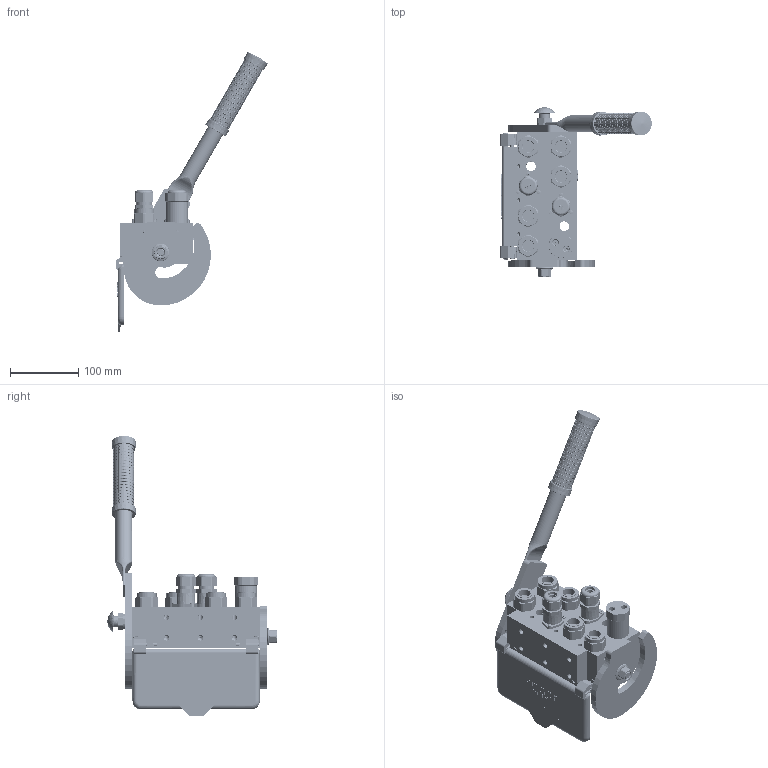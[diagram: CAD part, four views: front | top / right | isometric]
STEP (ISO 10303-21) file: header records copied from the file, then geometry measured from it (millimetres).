
FILE_DESCRIPTION (( 'STEP AP214' ), '1' );
FILE_NAME ('FASTER.step', '2021-07-30T12:35:27', ( '' ), ( '' ), 'SwSTEP 2.0', 'SolidWorks 2017', '' );
FILE_SCHEMA (( 'AUTOMOTIVE_DESIGN' ));
Length unit declared in the file: millimetre
Products named in the file (42): 4830_025_0000_001; 4850_020_0000_020; et011; 4850_024_0000_012; 2ffnb12_gas_f; or1_5x7_m; sicura_p5; 4850_024_0000_021; 4850_024_2000_011; 4142_072_1000_300; 4340_014_0000_000; A_2ffngs12_aa_f; 4830_046_0000_000; or2_62x17_86; A_2ffnb12_gas_f; 1540_080_0012_000; ET011-ET007; 0048_042_0412_000; FASTER; 4850_024_0000_000; curs_molla_12; 4850_024_0000_020; conn_3p_f; 2p808-7-29; 4830_001_0005_300; et007; P808_F_BASE; 4241_072_0000_200; 2ffngs12_aa_f; 4830_070_0000_001; corpospel08-3f; 4830_001_0004_000; 4850_024_0000_000_ASM; 4830_044_0000_000; 4850_001_0001_005; 4830_025_2000_000; 4830_001_0005_301; 4830_025_1000_000; 4830_022_0000_011; 4850_024_0000_010
Assembly tree (51 placements, depth 5):
  FASTER
    P808_F_BASE
      4850_020_0000_020
      4850_001_0001_005
      4830_001_0004_000  x2
      4830_001_0005_300
      4830_001_0005_301
    A_2ffnb12_gas_f  x5
      curs_molla_12
        4340_014_0000_000
        4142_072_1000_300
      2ffnb12_gas_f
        2ffnb12_gas_f
    conn_3p_f  x2
      corpospel08-3f
      4830_044_0000_000
      4830_046_0000_000
      4241_072_0000_200
    A_2ffngs12_aa_f
      curs_molla_12
        4340_014_0000_000
        4142_072_1000_300
      2ffngs12_aa_f
        2ffngs12_aa_f
    4850_024_0000_000
      2p808-7-29
        4850_024_0000_000_ASM
          4850_024_0000_010
          4850_024_2000_011
          4850_024_0000_021
        sicura_p5
          4830_025_0000_001
          or1_5x7_m
          0048_042_0412_000
        4850_024_0000_012
        4850_024_0000_020
        1540_080_0012_000
        4830_025_2000_000
        4830_025_1000_000
        4830_022_0000_011
        4830_070_0000_001
      or2_62x17_86  x2
    ET011-ET007
      et011
      et007
Bounding box: 222.95 x 248.93 x 411.91 mm (x, y, z)
Volume: 307754.8 mm3; surface area: 521221 mm2
Topology: 35 solids, 130 shells, 8194 faces, 22266 edges, 14381 vertices
Faces by surface type: plane 3759, cylinder 2377, torus 990, cone 654, bspline 335, sphere 79
Entity records: 273224 total; most frequent: CARTESIAN_POINT 106039, ORIENTED_EDGE 33183, DIRECTION 29056, EDGE_CURVE 17007, VERTEX_POINT 11008, VECTOR 10208, LINE 10208, AXIS2_PLACEMENT_3D 9424
